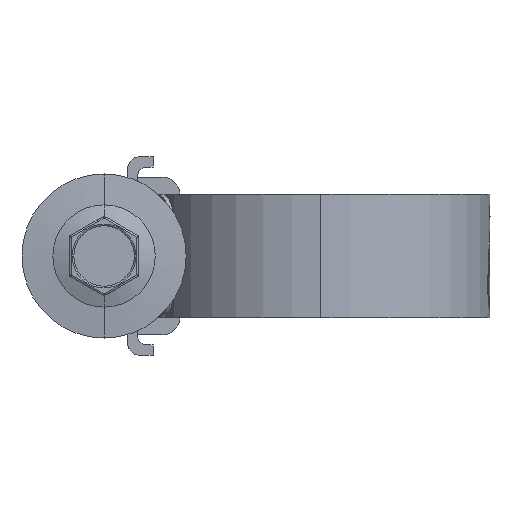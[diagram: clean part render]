
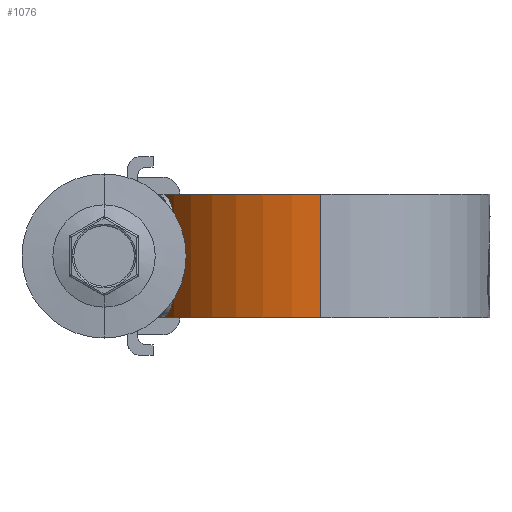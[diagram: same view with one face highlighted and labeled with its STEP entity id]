
A CAD part, left-side view. The second image highlights one B-rep face of the part: STEP entity #1076.
In plain terms, the highlighted cylindrical face has radius 19.58 mm (diameter 39.16 mm), a partial arc.
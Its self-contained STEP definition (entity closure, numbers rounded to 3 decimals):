
#309 = FACE_OUTER_BOUND ( 'NONE', #4615, .T. ) ;
#730 = VERTEX_POINT ( 'NONE', #8584 ) ;
#1076 = ADVANCED_FACE ( 'NONE', ( #309 ), #10131, .T. ) ;
#1265 = EDGE_CURVE ( 'NONE', #730, #2580, #2734, .T. ) ;
#1771 = ORIENTED_EDGE ( 'NONE', *, *, #5876, .F. ) ;
#2580 = VERTEX_POINT ( 'NONE', #5392 ) ;
#2734 = CIRCLE ( 'NONE', #3106, 19.58 ) ;
#2983 = AXIS2_PLACEMENT_3D ( 'NONE', #8304, #10856, #7267 ) ;
#2991 = DIRECTION ( 'NONE',  ( 0., 0., -1. ) ) ;
#3106 = AXIS2_PLACEMENT_3D ( 'NONE', #8196, #5523, #9183 ) ;
#3413 = DIRECTION ( 'NONE',  ( 0., 0., -1. ) ) ;
#4028 = DIRECTION ( 'NONE',  ( -1., 0., 0. ) ) ;
#4165 = EDGE_CURVE ( 'NONE', #4945, #2580, #5045, .T. ) ;
#4611 = EDGE_CURVE ( 'NONE', #10614, #730, #10605, .T. ) ;
#4615 = EDGE_LOOP ( 'NONE', ( #5426, #1771, #6874, #6951 ) ) ;
#4945 = VERTEX_POINT ( 'NONE', #8534 ) ;
#5045 = LINE ( 'NONE', #10551, #10120 ) ;
#5392 = CARTESIAN_POINT ( 'NONE',  ( -19.58, 0., -7.145 ) ) ;
#5426 = ORIENTED_EDGE ( 'NONE', *, *, #4165, .F. ) ;
#5523 = DIRECTION ( 'NONE',  ( 0., 0., 1. ) ) ;
#5632 = CARTESIAN_POINT ( 'NONE',  ( 0., 19.58, 7.145 ) ) ;
#5876 = EDGE_CURVE ( 'NONE', #10614, #4945, #7452, .T. ) ;
#6245 = DIRECTION ( 'NONE',  ( 0., 0., -1. ) ) ;
#6269 = AXIS2_PLACEMENT_3D ( 'NONE', #10960, #2991, #4028 ) ;
#6874 = ORIENTED_EDGE ( 'NONE', *, *, #4611, .T. ) ;
#6951 = ORIENTED_EDGE ( 'NONE', *, *, #1265, .T. ) ;
#7267 = DIRECTION ( 'NONE',  ( 1., 0., 0. ) ) ;
#7452 = CIRCLE ( 'NONE', #2983, 19.58 ) ;
#8196 = CARTESIAN_POINT ( 'NONE',  ( 0., 0., -7.145 ) ) ;
#8304 = CARTESIAN_POINT ( 'NONE',  ( 0., 0., 7.145 ) ) ;
#8534 = CARTESIAN_POINT ( 'NONE',  ( -19.58, 0., 7.145 ) ) ;
#8584 = CARTESIAN_POINT ( 'NONE',  ( 0., 19.58, -7.145 ) ) ;
#8856 = CARTESIAN_POINT ( 'NONE',  ( 0., 19.58, 7.145 ) ) ;
#9183 = DIRECTION ( 'NONE',  ( 1., 0., 0. ) ) ;
#10120 = VECTOR ( 'NONE', #3413, 1000. ) ;
#10131 = CYLINDRICAL_SURFACE ( 'NONE', #6269, 19.58 ) ;
#10551 = CARTESIAN_POINT ( 'NONE',  ( -19.58, 0., 7.145 ) ) ;
#10605 = LINE ( 'NONE', #8856, #10847 ) ;
#10614 = VERTEX_POINT ( 'NONE', #5632 ) ;
#10847 = VECTOR ( 'NONE', #6245, 1000. ) ;
#10856 = DIRECTION ( 'NONE',  ( 0., 0., 1. ) ) ;
#10960 = CARTESIAN_POINT ( 'NONE',  ( 0., 0., 7.145 ) ) ;
